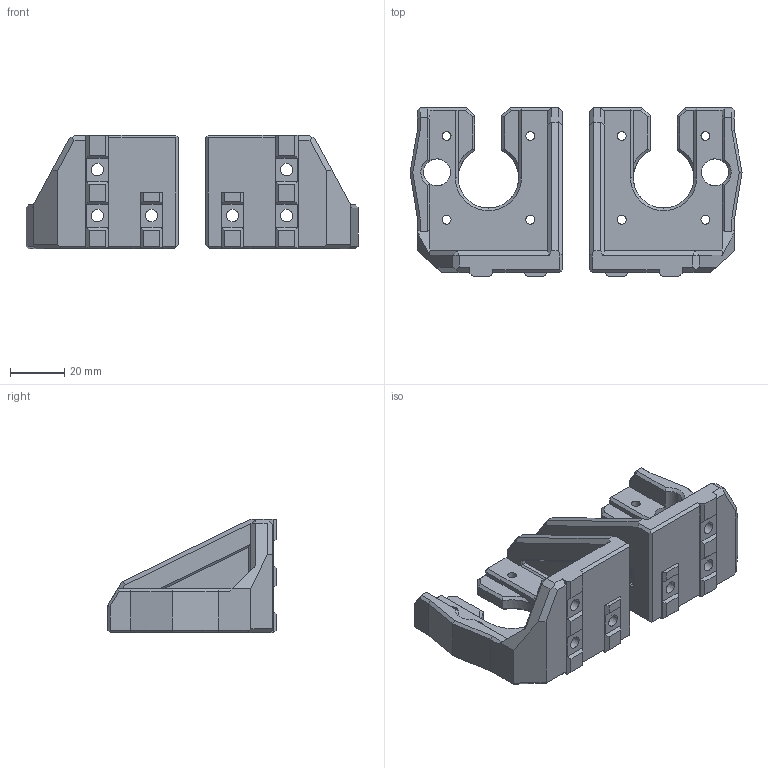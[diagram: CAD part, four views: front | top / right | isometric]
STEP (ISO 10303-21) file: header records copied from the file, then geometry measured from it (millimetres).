
FILE_DESCRIPTION(/* description */ (''),/* implementation_level */ '2;1');
FILE_NAME(/* name */ 'Creaibo Z Motor 10mm v2.step',/* time_stamp */ '2020-04-16T13:07:40+01:00',/* author */ (''),/* organization */ (''),/* preprocessor_version */ 'ST-DEVELOPER v18',/* originating_system */ 'Autodesk Translation Framework v8.12.0.6',/* authorisation */ '');
FILE_SCHEMA (('AUTOMOTIVE_DESIGN { 1 0 10303 214 3 1 1 }'));
Length unit declared in the file: millimetre
Products named in the file (3): Creaibo Z Motor 10mm; Z Motor Left 10mm; Z Motor Right 10mm
Assembly tree (2 placements, depth 2):
  Creaibo Z Motor 10mm
    Z Motor Left 10mm
    Z Motor Right 10mm
Bounding box: 122.82 x 62.4 x 42.11 mm (x, y, z)
Volume: 78485.3 mm3; surface area: 30335.9 mm2
Topology: 2 solids, 16 shells, 590 faces, 1492 edges, 936 vertices
Faces by surface type: plane 534, cylinder 32, cone 24
Full cylindrical faces by diameter (mm): 3.3 x8, 7 x8, 7.1 x2, 10 x2
Entity records: 17426 total; most frequent: CARTESIAN_POINT 3123, ORIENTED_EDGE 2984, DIRECTION 2808, EDGE_CURVE 1492, LINE 1310, VECTOR 1310, VERTEX_POINT 936, AXIS2_PLACEMENT_3D 749
